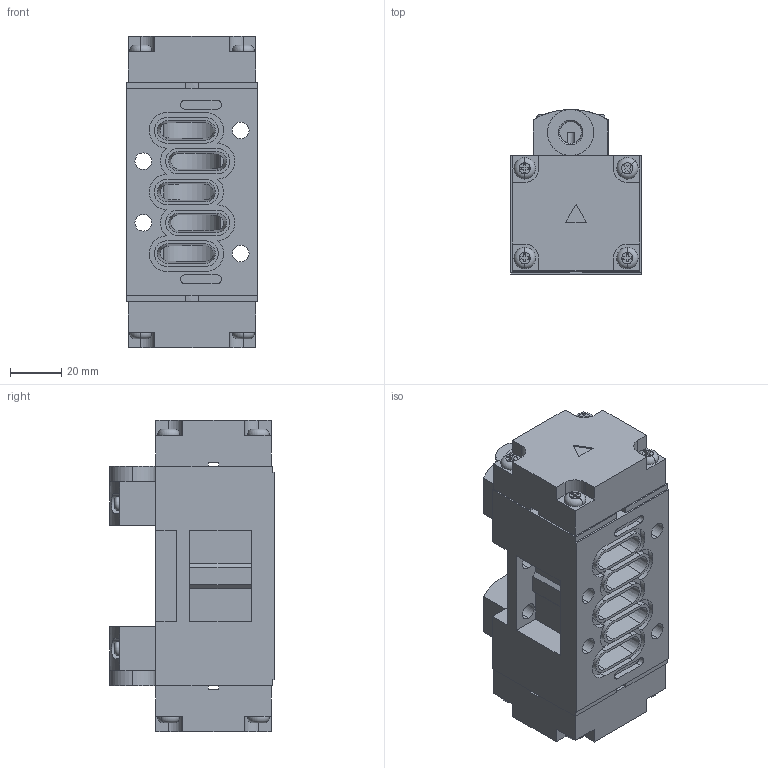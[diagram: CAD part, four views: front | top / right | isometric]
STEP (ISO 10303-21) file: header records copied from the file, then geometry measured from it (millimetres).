
FILE_DESCRIPTION (( 'STEP AP203' ), '1' );
FILE_NAME ('SIP520.STEP', '2013-01-30T00:39:30', ( '' ), ( '' ), 'SwSTEP 2.0', 'SolidWorks 2008', '' );
FILE_SCHEMA (( 'CONFIG_CONTROL_DESIGN' ));
Length unit declared in the file: millimetre
Products named in the file (8): Body_ル遽; SIP520; PneumaticPilotBoltM3xL16_ル遽; PneumaticPilot_ル遽; MASTER_ル遽; SemiPilotBolt(M4xL20)(8.4)_ル遽; SemiPilot_ル遽; SEMI_ル遽
Assembly tree (13 placements, depth 3):
  SIP520
    MASTER_ル遽  x2
      PneumaticPilotBoltM3xL16_ル遽
      PneumaticPilot_ル遽
    Body_ル遽
    SEMI_ル遽  x2
      SemiPilotBolt(M4xL20)(8.4)_ル遽
      SemiPilot_ル遽
Bounding box: 51 x 64.24 x 121.5 mm (x, y, z)
Volume: 153017.2 mm3; surface area: 81687.9 mm2
Topology: 17 solids, 17 shells, 979 faces, 2569 edges, 1688 vertices
Faces by surface type: plane 626, cylinder 244, cone 56, torus 44, bspline 9
Entity records: 19255 total; most frequent: CARTESIAN_POINT 4324, DIRECTION 2909, ORIENTED_EDGE 2896, EDGE_CURVE 1448, AXIS2_PLACEMENT_3D 1005, VERTEX_POINT 950, LINE 899, VECTOR 899
